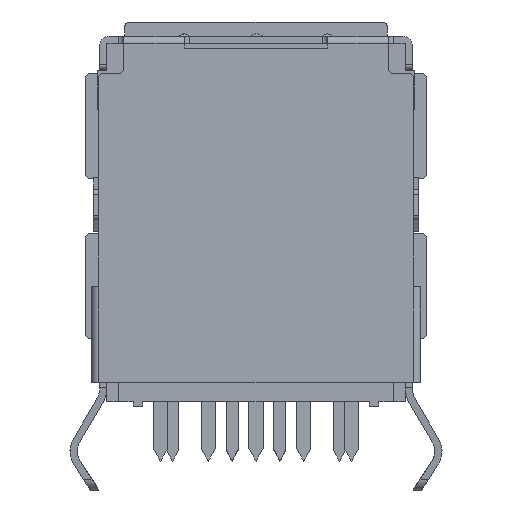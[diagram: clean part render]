
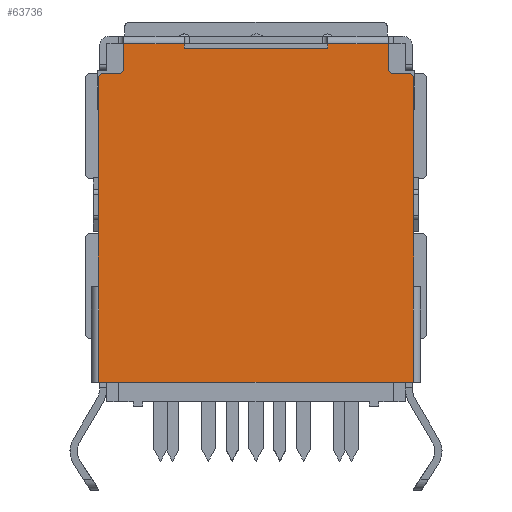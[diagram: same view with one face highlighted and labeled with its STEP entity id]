
A CAD part, front view. The second image highlights one B-rep face of the part: STEP entity #63736.
In plain terms, the highlighted planar face has unit normal (0, -1, 0).
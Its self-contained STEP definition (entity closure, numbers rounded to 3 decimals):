
#47552 = VERTEX_POINT('',#47553);
#47553 = CARTESIAN_POINT('',(3.,-10.25,
    15.2));
#47560 = EDGE_CURVE('',#47561,#47552,#47563,.T.);
#47561 = VERTEX_POINT('',#47562);
#47562 = CARTESIAN_POINT('',(5.55,-10.25,
    15.2));
#47563 = LINE('',#47564,#47565);
#47564 = CARTESIAN_POINT('',(5.55,-10.25,
    15.2));
#47565 = VECTOR('',#47566,1.);
#47566 = DIRECTION('',(-1.,0.,0.));
#47634 = VERTEX_POINT('',#47635);
#47635 = CARTESIAN_POINT('',(-3.,-10.25,
    15.2));
#47653 = VERTEX_POINT('',#47654);
#47654 = CARTESIAN_POINT('',(-5.55,-10.25,
    15.2));
#47661 = EDGE_CURVE('',#47634,#47653,#47662,.T.);
#47662 = LINE('',#47663,#47664);
#47663 = CARTESIAN_POINT('',(5.55,-10.25,
    15.2));
#47664 = VECTOR('',#47665,1.);
#47665 = DIRECTION('',(-1.,0.,0.));
#49160 = VERTEX_POINT('',#49161);
#49161 = CARTESIAN_POINT('',(6.59,-10.25,
    5.01));
#49168 = EDGE_CURVE('',#49169,#49160,#49171,.T.);
#49169 = VERTEX_POINT('',#49170);
#49170 = CARTESIAN_POINT('',(6.59,-10.25,
    1.01));
#49171 = LINE('',#49172,#49173);
#49172 = CARTESIAN_POINT('',(6.59,-10.25,
    6.01));
#49173 = VECTOR('',#49174,1.);
#49174 = DIRECTION('',(0.,0.,1.));
#49454 = VERTEX_POINT('',#49455);
#49455 = CARTESIAN_POINT('',(6.59,-10.25,
    6.01));
#49461 = EDGE_CURVE('',#49160,#49454,#49462,.T.);
#49462 = LINE('',#49463,#49464);
#49463 = CARTESIAN_POINT('',(6.59,-10.25,
    6.01));
#49464 = VECTOR('',#49465,1.);
#49465 = DIRECTION('',(0.,0.,1.));
#49476 = VERTEX_POINT('',#49477);
#49477 = CARTESIAN_POINT('',(6.6,-10.25,
    6.01));
#49483 = EDGE_CURVE('',#49454,#49476,#49484,.T.);
#49484 = LINE('',#49485,#49486);
#49485 = CARTESIAN_POINT('',(6.6,-10.25,
    6.01));
#49486 = VECTOR('',#49487,1.);
#49487 = DIRECTION('',(1.,0.,0.));
#49501 = VERTEX_POINT('',#49502);
#49502 = CARTESIAN_POINT('',(6.6,-10.25,
    13.75));
#49508 = EDGE_CURVE('',#49501,#49476,#49509,.T.);
#49509 = LINE('',#49510,#49511);
#49510 = CARTESIAN_POINT('',(6.6,-10.25,
    13.95));
#49511 = VECTOR('',#49512,1.);
#49512 = DIRECTION('',(0.,0.,-1.));
#49525 = VERTEX_POINT('',#49526);
#49526 = CARTESIAN_POINT('',(5.75,-10.25,
    13.95));
#49532 = EDGE_CURVE('',#49525,#49533,#49535,.T.);
#49533 = VERTEX_POINT('',#49534);
#49534 = CARTESIAN_POINT('',(6.4,-10.25,
    13.95));
#49535 = LINE('',#49536,#49537);
#49536 = CARTESIAN_POINT('',(5.55,-10.25,
    13.95));
#49537 = VECTOR('',#49538,1.);
#49538 = DIRECTION('',(1.,0.,0.));
#50344 = VERTEX_POINT('',#50345);
#50345 = CARTESIAN_POINT('',(-6.59,-10.25,
    1.01));
#50352 = EDGE_CURVE('',#50344,#50353,#50355,.T.);
#50353 = VERTEX_POINT('',#50354);
#50354 = CARTESIAN_POINT('',(-6.59,-10.25,
    5.01));
#50355 = LINE('',#50356,#50357);
#50356 = CARTESIAN_POINT('',(-6.59,-10.25,
    6.01));
#50357 = VECTOR('',#50358,1.);
#50358 = DIRECTION('',(0.,0.,1.));
#50661 = VERTEX_POINT('',#50662);
#50662 = CARTESIAN_POINT('',(-6.59,-10.25,
    6.01));
#50668 = EDGE_CURVE('',#50661,#50669,#50671,.T.);
#50669 = VERTEX_POINT('',#50670);
#50670 = CARTESIAN_POINT('',(-6.6,-10.25,
    6.01));
#50671 = LINE('',#50672,#50673);
#50672 = CARTESIAN_POINT('',(-6.6,-10.25,
    6.01));
#50673 = VECTOR('',#50674,1.);
#50674 = DIRECTION('',(-1.,0.,0.));
#50692 = EDGE_CURVE('',#50353,#50661,#50693,.T.);
#50693 = LINE('',#50694,#50695);
#50694 = CARTESIAN_POINT('',(-6.59,-10.25,
    6.01));
#50695 = VECTOR('',#50696,1.);
#50696 = DIRECTION('',(0.,0.,1.));
#50708 = EDGE_CURVE('',#50709,#50711,#50713,.T.);
#50709 = VERTEX_POINT('',#50710);
#50710 = CARTESIAN_POINT('',(-6.4,-10.25,
    13.95));
#50711 = VERTEX_POINT('',#50712);
#50712 = CARTESIAN_POINT('',(-5.75,-10.25,
    13.95));
#50713 = LINE('',#50714,#50715);
#50714 = CARTESIAN_POINT('',(-6.6,-10.25,
    13.95));
#50715 = VECTOR('',#50716,1.);
#50716 = DIRECTION('',(1.,0.,0.));
#50739 = EDGE_CURVE('',#50669,#50740,#50742,.T.);
#50740 = VERTEX_POINT('',#50741);
#50741 = CARTESIAN_POINT('',(-6.6,-10.25,
    13.75));
#50742 = LINE('',#50743,#50744);
#50743 = CARTESIAN_POINT('',(-6.6,-10.25,
    1.01));
#50744 = VECTOR('',#50745,1.);
#50745 = DIRECTION('',(0.,0.,1.));
#50765 = VERTEX_POINT('',#50766);
#50766 = CARTESIAN_POINT('',(-5.55,-10.25,
    14.15));
#50772 = EDGE_CURVE('',#47653,#50765,#50773,.T.);
#50773 = LINE('',#50774,#50775);
#50774 = CARTESIAN_POINT('',(-5.55,-10.25,
    15.285));
#50775 = VECTOR('',#50776,1.);
#50776 = DIRECTION('',(0.,0.,-1.));
#57166 = EDGE_CURVE('',#57167,#47561,#57169,.T.);
#57167 = VERTEX_POINT('',#57168);
#57168 = CARTESIAN_POINT('',(5.55,-10.25,
    14.15));
#57169 = LINE('',#57170,#57171);
#57170 = CARTESIAN_POINT('',(5.55,-10.25,
    15.285));
#57171 = VECTOR('',#57172,1.);
#57172 = DIRECTION('',(0.,0.,1.));
#61150 = EDGE_CURVE('',#50709,#50740,#61151,.T.);
#61151 = CIRCLE('',#61152,0.2);
#61152 = AXIS2_PLACEMENT_3D('',#61153,#61154,#61155);
#61153 = CARTESIAN_POINT('',(-6.4,-10.25,
    13.75));
#61154 = DIRECTION('',(0.,-1.,0.));
#61155 = DIRECTION('',(0.,0.,-1.));
#61308 = EDGE_CURVE('',#49501,#49533,#61309,.T.);
#61309 = CIRCLE('',#61310,0.2);
#61310 = AXIS2_PLACEMENT_3D('',#61311,#61312,#61313);
#61311 = CARTESIAN_POINT('',(6.4,-10.25,
    13.75));
#61312 = DIRECTION('',(0.,-1.,0.));
#61313 = DIRECTION('',(0.,0.,-1.));
#61325 = EDGE_CURVE('',#57167,#49525,#61326,.T.);
#61326 = CIRCLE('',#61327,0.2);
#61327 = AXIS2_PLACEMENT_3D('',#61328,#61329,#61330);
#61328 = CARTESIAN_POINT('',(5.75,-10.25,
    14.15));
#61329 = DIRECTION('',(0.,-1.,0.));
#61330 = DIRECTION('',(0.,0.,-1.));
#61343 = EDGE_CURVE('',#50711,#50765,#61344,.T.);
#61344 = CIRCLE('',#61345,0.2);
#61345 = AXIS2_PLACEMENT_3D('',#61346,#61347,#61348);
#61346 = CARTESIAN_POINT('',(-5.75,-10.25,
    14.15));
#61347 = DIRECTION('',(0.,-1.,0.));
#61348 = DIRECTION('',(0.,0.,-1.));
#61437 = EDGE_CURVE('',#61438,#47634,#61440,.T.);
#61438 = VERTEX_POINT('',#61439);
#61439 = CARTESIAN_POINT('',(-3.,-10.25,
    15.01));
#61440 = LINE('',#61441,#61442);
#61441 = CARTESIAN_POINT('',(-3.,-10.25,
    15.01));
#61442 = VECTOR('',#61443,1.);
#61443 = DIRECTION('',(0.,0.,1.));
#61467 = VERTEX_POINT('',#61468);
#61468 = CARTESIAN_POINT('',(3.,-10.25,
    15.01));
#61474 = EDGE_CURVE('',#61467,#47552,#61475,.T.);
#61475 = LINE('',#61476,#61477);
#61476 = CARTESIAN_POINT('',(3.,-10.25,
    15.01));
#61477 = VECTOR('',#61478,1.);
#61478 = DIRECTION('',(0.,0.,1.));
#61491 = EDGE_CURVE('',#61438,#61467,#61492,.T.);
#61492 = LINE('',#61493,#61494);
#61493 = CARTESIAN_POINT('',(-3.,-10.25,
    15.01));
#61494 = VECTOR('',#61495,1.);
#61495 = DIRECTION('',(1.,0.,0.));
#63736 = ADVANCED_FACE('',(#63737),#63766,.T.);
#63737 = FACE_BOUND('',#63738,.T.);
#63738 = EDGE_LOOP('',(#63739,#63740,#63741,#63742,#63743,#63744,#63745,
    #63746,#63747,#63748,#63749,#63750,#63751,#63752,#63753,#63754,
    #63755,#63756,#63757,#63763,#63764,#63765));
#63739 = ORIENTED_EDGE('',*,*,#49508,.F.);
#63740 = ORIENTED_EDGE('',*,*,#61308,.T.);
#63741 = ORIENTED_EDGE('',*,*,#49532,.F.);
#63742 = ORIENTED_EDGE('',*,*,#61325,.F.);
#63743 = ORIENTED_EDGE('',*,*,#57166,.T.);
#63744 = ORIENTED_EDGE('',*,*,#47560,.T.);
#63745 = ORIENTED_EDGE('',*,*,#61474,.F.);
#63746 = ORIENTED_EDGE('',*,*,#61491,.F.);
#63747 = ORIENTED_EDGE('',*,*,#61437,.T.);
#63748 = ORIENTED_EDGE('',*,*,#47661,.T.);
#63749 = ORIENTED_EDGE('',*,*,#50772,.T.);
#63750 = ORIENTED_EDGE('',*,*,#61343,.F.);
#63751 = ORIENTED_EDGE('',*,*,#50708,.F.);
#63752 = ORIENTED_EDGE('',*,*,#61150,.T.);
#63753 = ORIENTED_EDGE('',*,*,#50739,.F.);
#63754 = ORIENTED_EDGE('',*,*,#50668,.F.);
#63755 = ORIENTED_EDGE('',*,*,#50692,.F.);
#63756 = ORIENTED_EDGE('',*,*,#50352,.F.);
#63757 = ORIENTED_EDGE('',*,*,#63758,.T.);
#63758 = EDGE_CURVE('',#50344,#49169,#63759,.T.);
#63759 = LINE('',#63760,#63761);
#63760 = CARTESIAN_POINT('',(-5.55,-10.25,
    1.01));
#63761 = VECTOR('',#63762,1.);
#63762 = DIRECTION('',(1.,0.,0.));
#63763 = ORIENTED_EDGE('',*,*,#49168,.T.);
#63764 = ORIENTED_EDGE('',*,*,#49461,.T.);
#63765 = ORIENTED_EDGE('',*,*,#49483,.T.);
#63766 = PLANE('',#63767);
#63767 = AXIS2_PLACEMENT_3D('',#63768,#63769,#63770);
#63768 = CARTESIAN_POINT('',(0.,-10.25,
    8.4));
#63769 = DIRECTION('',(0.,-1.,0.));
#63770 = DIRECTION('',(0.,0.,-1.));
